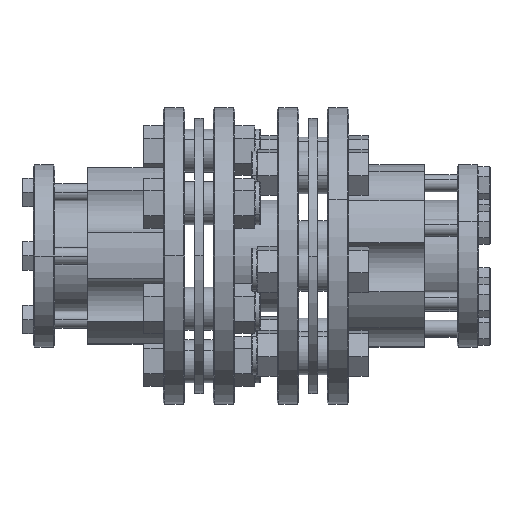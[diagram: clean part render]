
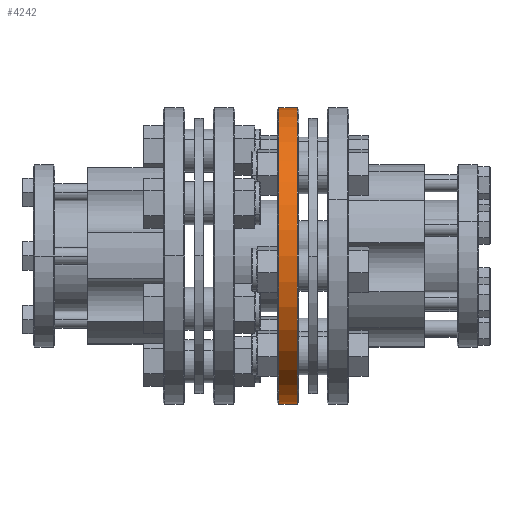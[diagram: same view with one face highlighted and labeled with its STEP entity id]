
A CAD part, front view. The second image highlights one B-rep face of the part: STEP entity #4242.
In plain terms, the highlighted cylindrical face has radius 52 mm (diameter 104 mm), a partial arc.
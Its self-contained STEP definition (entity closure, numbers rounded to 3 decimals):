
#3515 = CARTESIAN_POINT ( 'NONE',  ( 8., 0., 52. ) ) ;
#3516 = CARTESIAN_POINT ( 'NONE',  ( 8., 0., -52. ) ) ;
#3519 = CARTESIAN_POINT ( 'NONE',  ( 14.5, 0., -52. ) ) ;
#3520 = CARTESIAN_POINT ( 'NONE',  ( 14.5, 0., 52. ) ) ;
#4242 = ADVANCED_FACE ( 'NONE', ( #14938 ), #14948, .T. ) ;
#4819 = ORIENTED_EDGE ( 'NONE', *, *, #5050, .F. ) ;
#4820 = ORIENTED_EDGE ( 'NONE', *, *, #5125, .T. ) ;
#4821 = ORIENTED_EDGE ( 'NONE', *, *, #5057, .T. ) ;
#4822 = ORIENTED_EDGE ( 'NONE', *, *, #5127, .T. ) ;
#5050 = EDGE_CURVE ( 'NONE', #13863, #13860, #29548, .T. ) ;
#5057 = EDGE_CURVE ( 'NONE', #13864, #13859, #29603, .T. ) ;
#5125 = EDGE_CURVE ( 'NONE', #13863, #13864, #29884, .T. ) ;
#5127 = EDGE_CURVE ( 'NONE', #13859, #13860, #29891, .T. ) ;
#5293 = EDGE_LOOP ( 'NONE', ( #4819, #4820, #4821, #4822 ) ) ;
#13859 = VERTEX_POINT ( 'NONE', #3515 ) ;
#13860 = VERTEX_POINT ( 'NONE', #3516 ) ;
#13863 = VERTEX_POINT ( 'NONE', #3519 ) ;
#13864 = VERTEX_POINT ( 'NONE', #3520 ) ;
#14938 = FACE_OUTER_BOUND ( 'NONE', #5293, .T. ) ;
#14948 = CYLINDRICAL_SURFACE ( 'NONE', #17800, 52. ) ;
#15700 = CARTESIAN_POINT ( 'NONE',  ( -15., 0., -52. ) ) ;
#15703 = DIRECTION ( 'NONE',  ( -1., 0., 0. ) ) ;
#15719 = CARTESIAN_POINT ( 'NONE',  ( -15., 0., 52. ) ) ;
#15720 = DIRECTION ( 'NONE',  ( -1., 0., 0. ) ) ;
#16061 = CARTESIAN_POINT ( 'NONE',  ( 14.5, 0., 0. ) ) ;
#16081 = DIRECTION ( 'NONE',  ( -1., 0., 0. ) ) ;
#16082 = DIRECTION ( 'NONE',  ( 0., 0., 1. ) ) ;
#16086 = CARTESIAN_POINT ( 'NONE',  ( 8., 0., 0. ) ) ;
#16088 = DIRECTION ( 'NONE',  ( 1., 0., 0. ) ) ;
#16089 = DIRECTION ( 'NONE',  ( 0., 0., -1. ) ) ;
#17499 = CARTESIAN_POINT ( 'NONE',  ( -15., 0., 0. ) ) ;
#17503 = DIRECTION ( 'NONE',  ( 0., 0., 1. ) ) ;
#17505 = DIRECTION ( 'NONE',  ( -1., 0., 0. ) ) ;
#17800 = AXIS2_PLACEMENT_3D ( 'NONE', #17499, #17505, #17503 ) ;
#18136 = AXIS2_PLACEMENT_3D ( 'NONE', #16086, #16088, #16089 ) ;
#18137 = AXIS2_PLACEMENT_3D ( 'NONE', #16061, #16081, #16082 ) ;
#29548 = LINE ( 'NONE', #15700, #29577 ) ;
#29577 = VECTOR ( 'NONE', #15703, 1000. ) ;
#29603 = LINE ( 'NONE', #15719, #29606 ) ;
#29606 = VECTOR ( 'NONE', #15720, 1000. ) ;
#29884 = CIRCLE ( 'NONE', #18137, 52. ) ;
#29891 = CIRCLE ( 'NONE', #18136, 52. ) ;
